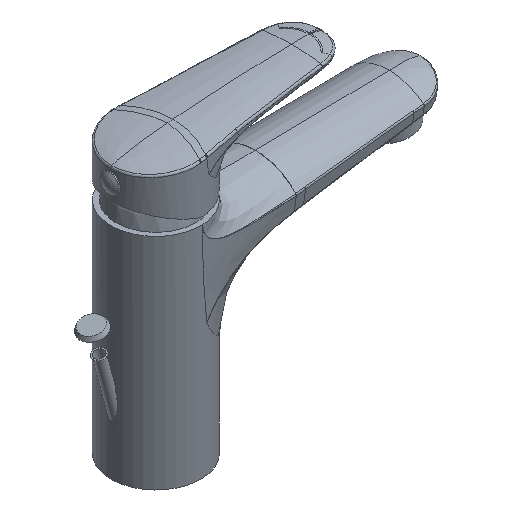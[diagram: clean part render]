
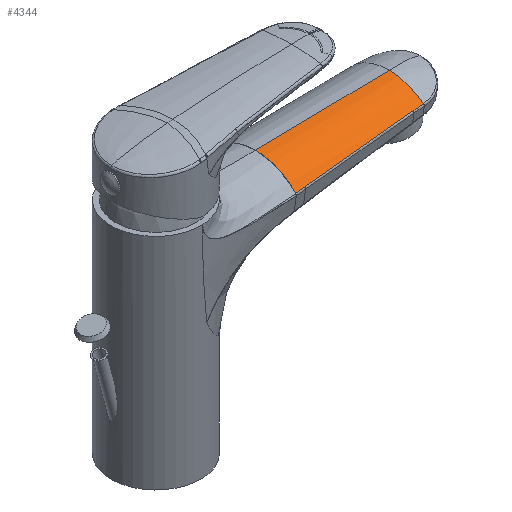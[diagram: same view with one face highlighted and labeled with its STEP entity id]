
A CAD part, isometric view. The second image highlights one B-rep face of the part: STEP entity #4344.
In plain terms, the highlighted cylindrical face has radius 27.071 mm (diameter 54.142 mm), a partial arc.
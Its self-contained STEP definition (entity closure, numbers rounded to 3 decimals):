
#287=CYLINDRICAL_SURFACE('',#4719,27.071);
#375=CIRCLE('',#4720,27.071);
#376=CIRCLE('',#4721,27.071);
#598=FACE_OUTER_BOUND('',#875,.T.);
#875=EDGE_LOOP('',(#3377,#3378,#3379,#3380,#3381,#3382,#3383));
#1212=B_SPLINE_CURVE_WITH_KNOTS('',3,(#12816,#12817,#12818,#12819,#12820,
#12821,#12822,#12823,#12824,#12825),.UNSPECIFIED.,.F.,.F.,(4,3,3,4),(0.,
0.333,0.667,1.),.UNSPECIFIED.);
#1213=B_SPLINE_CURVE_WITH_KNOTS('',3,(#12831,#12832,#12833,#12834,#12835,
#12836),.UNSPECIFIED.,.F.,.F.,(4,1,1,4),(0.,0.333,0.667,
1.),.UNSPECIFIED.);
#1214=B_SPLINE_CURVE_WITH_KNOTS('',3,(#12837,#12838,#12839,#12840,#12841,
#12842),.UNSPECIFIED.,.F.,.F.,(4,1,1,4),(0.,0.333,0.667,
1.),.UNSPECIFIED.);
#1215=B_SPLINE_CURVE_WITH_KNOTS('',3,(#12844,#12845,#12846,#12847,#12848,
#12849,#12850,#12851),.UNSPECIFIED.,.F.,.F.,(4,2,2,4),(0.,0.333,
0.667,1.),.UNSPECIFIED.);
#1463=LINE('',#12854,#1618);
#1618=VECTOR('',#5285,67.042);
#1857=VERTEX_POINT('',#10590);
#1875=VERTEX_POINT('',#11287);
#1899=VERTEX_POINT('',#12814);
#1900=VERTEX_POINT('',#12815);
#1901=VERTEX_POINT('',#12830);
#1902=VERTEX_POINT('',#12843);
#1903=VERTEX_POINT('',#12852);
#2427=EDGE_CURVE('',#1899,#1900,#1212,.T.);
#2430=EDGE_CURVE('',#1857,#1875,#375,.T.);
#2431=EDGE_CURVE('',#1901,#1857,#1213,.T.);
#2432=EDGE_CURVE('',#1901,#1900,#1214,.T.);
#2433=EDGE_CURVE('',#1902,#1899,#1215,.T.);
#2434=EDGE_CURVE('',#1902,#1903,#376,.T.);
#2435=EDGE_CURVE('',#1903,#1875,#1463,.T.);
#3377=ORIENTED_EDGE('',*,*,#2430,.F.);
#3378=ORIENTED_EDGE('',*,*,#2431,.F.);
#3379=ORIENTED_EDGE('',*,*,#2432,.T.);
#3380=ORIENTED_EDGE('',*,*,#2427,.F.);
#3381=ORIENTED_EDGE('',*,*,#2433,.F.);
#3382=ORIENTED_EDGE('',*,*,#2434,.T.);
#3383=ORIENTED_EDGE('',*,*,#2435,.T.);
#4344=ADVANCED_FACE('',(#598),#287,.T.);
#4719=AXIS2_PLACEMENT_3D('',#12828,#5279,#5280);
#4720=AXIS2_PLACEMENT_3D('',#12829,#5281,#5282);
#4721=AXIS2_PLACEMENT_3D('',#12853,#5283,#5284);
#5279=DIRECTION('center_axis',(-1.,-0.017,0.));
#5280=DIRECTION('ref_axis',(-0.012,0.66,0.751));
#5281=DIRECTION('center_axis',(-1.,-0.017,0.));
#5282=DIRECTION('ref_axis',(-0.012,0.672,0.74));
#5283=DIRECTION('center_axis',(-1.,-0.017,0.));
#5284=DIRECTION('ref_axis',(-0.014,0.777,0.629));
#5285=DIRECTION('',(-1.,-0.017,0.));
#10590=CARTESIAN_POINT('',(50.012,-12.308,20.048));
#11287=CARTESIAN_POINT('',(49.857,-3.436,0.));
#12814=CARTESIAN_POINT('',(116.946,-8.299,17.042));
#12815=CARTESIAN_POINT('',(111.453,-8.597,17.288));
#12816=CARTESIAN_POINT('Ctrl Pts',(116.946,-8.299,17.042));
#12817=CARTESIAN_POINT('Ctrl Pts',(116.336,-8.332,17.069));
#12818=CARTESIAN_POINT('Ctrl Pts',(115.726,-8.365,17.096));
#12819=CARTESIAN_POINT('Ctrl Pts',(115.115,-8.398,17.124));
#12820=CARTESIAN_POINT('Ctrl Pts',(114.505,-8.431,17.151));
#12821=CARTESIAN_POINT('Ctrl Pts',(113.894,-8.464,17.178));
#12822=CARTESIAN_POINT('Ctrl Pts',(113.284,-8.497,17.206));
#12823=CARTESIAN_POINT('Ctrl Pts',(112.674,-8.531,17.233));
#12824=CARTESIAN_POINT('Ctrl Pts',(112.063,-8.564,17.26));
#12825=CARTESIAN_POINT('Ctrl Pts',(111.453,-8.597,17.288));
#12828=CARTESIAN_POINT('Origin',(83.845,-29.918,0.005));
#12829=CARTESIAN_POINT('Origin',(50.329,-30.503,0.005));
#12830=CARTESIAN_POINT('',(54.771,-11.992,19.835));
#12831=CARTESIAN_POINT('Ctrl Pts',(54.771,-11.992,19.835));
#12832=CARTESIAN_POINT('Ctrl Pts',(54.242,-12.027,19.859));
#12833=CARTESIAN_POINT('Ctrl Pts',(53.184,-12.098,19.906));
#12834=CARTESIAN_POINT('Ctrl Pts',(51.598,-12.203,19.976));
#12835=CARTESIAN_POINT('Ctrl Pts',(50.54,-12.272,20.025));
#12836=CARTESIAN_POINT('Ctrl Pts',(50.012,-12.307,20.049));
#12837=CARTESIAN_POINT('Ctrl Pts',(54.771,-11.992,19.835));
#12838=CARTESIAN_POINT('Ctrl Pts',(60.777,-11.598,19.566));
#12839=CARTESIAN_POINT('Ctrl Pts',(72.984,-10.822,19.018));
#12840=CARTESIAN_POINT('Ctrl Pts',(91.878,-9.689,18.168));
#12841=CARTESIAN_POINT('Ctrl Pts',(104.863,-8.957,17.583));
#12842=CARTESIAN_POINT('Ctrl Pts',(111.453,-8.597,17.288));
#12843=CARTESIAN_POINT('',(116.994,-8.296,17.04));
#12844=CARTESIAN_POINT('Ctrl Pts',(116.994,-8.296,17.04));
#12845=CARTESIAN_POINT('Ctrl Pts',(116.988,-8.296,17.04));
#12846=CARTESIAN_POINT('Ctrl Pts',(116.983,-8.297,17.04));
#12847=CARTESIAN_POINT('Ctrl Pts',(116.973,-8.297,17.041));
#12848=CARTESIAN_POINT('Ctrl Pts',(116.967,-8.298,17.041));
#12849=CARTESIAN_POINT('Ctrl Pts',(116.957,-8.298,17.042));
#12850=CARTESIAN_POINT('Ctrl Pts',(116.952,-8.299,17.042));
#12851=CARTESIAN_POINT('Ctrl Pts',(116.946,-8.299,17.042));
#12852=CARTESIAN_POINT('',(116.888,-2.266,0.));
#12853=CARTESIAN_POINT('Origin',(117.361,-29.333,0.005));
#12854=CARTESIAN_POINT('',(116.888,-2.265,0.));
